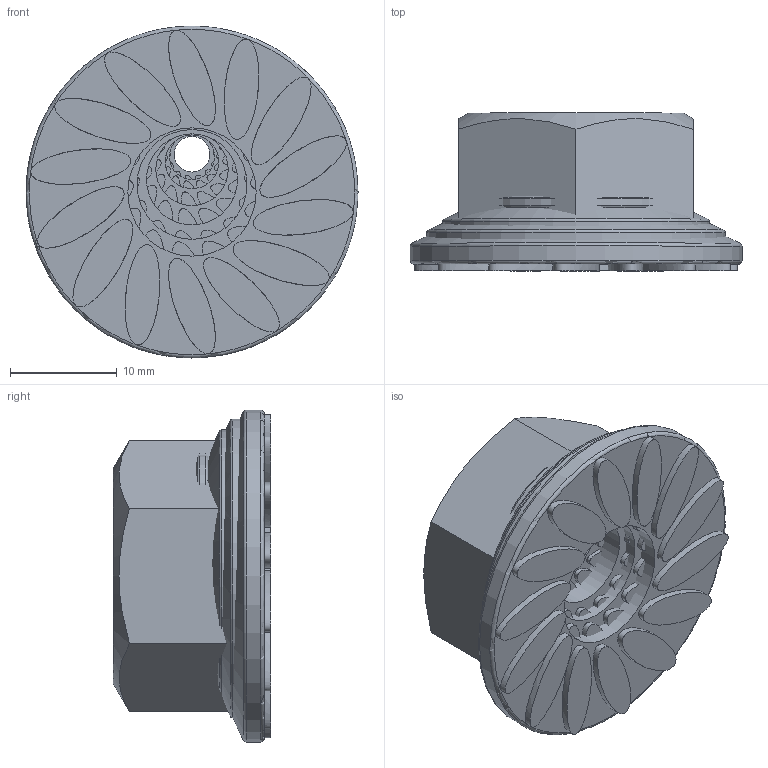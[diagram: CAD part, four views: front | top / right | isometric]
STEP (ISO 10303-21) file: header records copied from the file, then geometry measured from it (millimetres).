
FILE_DESCRIPTION(/* description */ (''),/* implementation_level */ '2;1');
FILE_NAME(/* name */ 'Hex Serrated Nut_v3.step',/* time_stamp */ '2025-03-29T15:18:48+01:00',/* author */ (''),/* organization */ (''),/* preprocessor_version */ 'ST-DEVELOPER v20.1',/* originating_system */ 'Autodesk Translation Framework v14.4.0.0',/* authorisation */ '');
FILE_SCHEMA (('AUTOMOTIVE_DESIGN { 1 0 10303 214 3 1 1 }'));
Length unit declared in the file: millimetre
Products named in the file (8): Hex Serrated Nut; M4_Original ; M14; M12; M10; M8; M6; M5
Assembly tree (7 placements, depth 2):
  Hex Serrated Nut
    M4_Original 
    M14
    M12
    M10
    M8
    M6
    M5
Bounding box: 31.1 x 14.77 x 31.1 mm (x, y, z)
Volume: 13547.2 mm3; surface area: 9429.8 mm2
Topology: 7 solids, 7 shells, 308 faces, 554 edges, 365 vertices
Faces by surface type: plane 161, bspline 98, cone 21, cylinder 14, torus 14
Full cylindrical faces by diameter (mm): 3.332 x1, 4.234 x1, 5.035 x1, 6.779 x1, 8.526 x1, 10.274 x1, 10.3 x1, 11.771 x1, 12.023 x1, 14.708 x1, 19.127 x1, 25.008 x1, 27.957 x1, 31.1 x1
Entity records: 19950 total; most frequent: CARTESIAN_POINT 14458, ORIENTED_EDGE 1108, DIRECTION 809, EDGE_CURVE 554, EDGE_LOOP 427, VERTEX_POINT 365, AXIS2_PLACEMENT_3D 317, FACE_OUTER_BOUND 308
